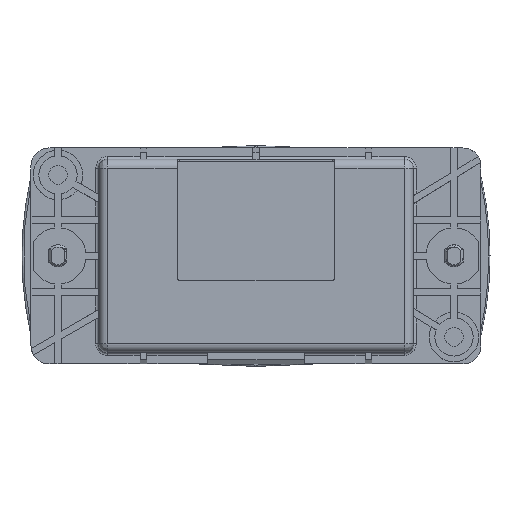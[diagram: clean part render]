
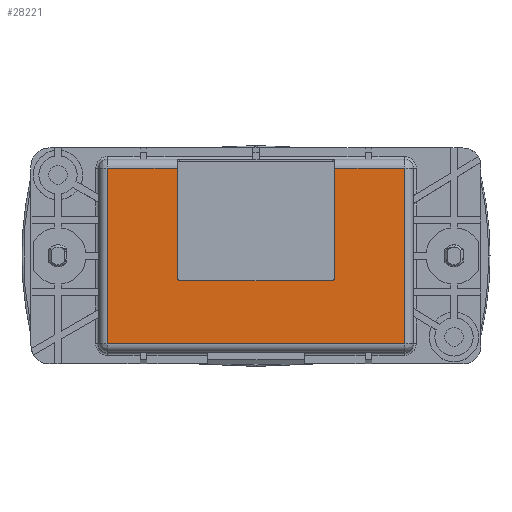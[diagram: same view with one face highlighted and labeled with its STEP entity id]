
A CAD part, top view. The second image highlights one B-rep face of the part: STEP entity #28221.
In plain terms, the highlighted planar face has unit normal (0, 0, 1).
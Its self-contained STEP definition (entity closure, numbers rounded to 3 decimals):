
#333 = DIRECTION ( 'NONE',  ( 0., 1., 0. ) ) ;
#704 = DIRECTION ( 'NONE',  ( 0., -1., 0. ) ) ;
#1598 = CARTESIAN_POINT ( 'NONE',  ( -20.264, 30.216, 20.585 ) ) ;
#2004 = CIRCLE ( 'NONE', #10831, 0.6 ) ;
#2263 = VECTOR ( 'NONE', #29024, 1000. ) ;
#2813 = CARTESIAN_POINT ( 'NONE',  ( -40.264, 5.216, 20.585 ) ) ;
#2846 = VECTOR ( 'NONE', #29927, 1000. ) ;
#3663 = ORIENTED_EDGE ( 'NONE', *, *, #3806, .F. ) ;
#3806 = EDGE_CURVE ( 'NONE', #10067, #19901, #18715, .T. ) ;
#4821 = VERTEX_POINT ( 'NONE', #16206 ) ;
#5377 = DIRECTION ( 'NONE',  ( 1., 0., 0. ) ) ;
#5412 = LINE ( 'NONE', #31390, #32672 ) ;
#6120 = VERTEX_POINT ( 'NONE', #26223 ) ;
#6123 = VERTEX_POINT ( 'NONE', #10854 ) ;
#6294 = ORIENTED_EDGE ( 'NONE', *, *, #23482, .T. ) ;
#6871 = VECTOR ( 'NONE', #5377, 1000. ) ;
#7677 = AXIS2_PLACEMENT_3D ( 'NONE', #23974, #8589, #26539 ) ;
#7817 = CARTESIAN_POINT ( 'NONE',  ( 11.636, 5.816, 20.585 ) ) ;
#7942 = EDGE_CURVE ( 'NONE', #6123, #6120, #27328, .T. ) ;
#8030 = LINE ( 'NONE', #12002, #2846 ) ;
#8508 = CARTESIAN_POINT ( 'NONE',  ( -40.264, 30.216, 20.585 ) ) ;
#8589 = DIRECTION ( 'NONE',  ( 0., 0., -1. ) ) ;
#8875 = EDGE_CURVE ( 'NONE', #4821, #12217, #24103, .T. ) ;
#9027 = EDGE_CURVE ( 'NONE', #12217, #10067, #8030, .T. ) ;
#9447 = ORIENTED_EDGE ( 'NONE', *, *, #7942, .F. ) ;
#9607 = LINE ( 'NONE', #29368, #29266 ) ;
#9854 = EDGE_CURVE ( 'NONE', #31601, #6120, #2004, .T. ) ;
#9957 = EDGE_CURVE ( 'NONE', #24372, #19901, #14036, .T. ) ;
#10067 = VERTEX_POINT ( 'NONE', #20918 ) ;
#10402 = DIRECTION ( 'NONE',  ( 0., 1., 0. ) ) ;
#10826 = PLANE ( 'NONE',  #24479 ) ;
#10831 = AXIS2_PLACEMENT_3D ( 'NONE', #7817, #25765, #10402 ) ;
#10854 = CARTESIAN_POINT ( 'NONE',  ( -22.164, 5.216, 20.585 ) ) ;
#11452 = DIRECTION ( 'NONE',  ( 0., -1., 0. ) ) ;
#11640 = VERTEX_POINT ( 'NONE', #17444 ) ;
#12002 = CARTESIAN_POINT ( 'NONE',  ( -38.264, 32.216, 20.585 ) ) ;
#12004 = DIRECTION ( 'NONE',  ( 1., 0., 0. ) ) ;
#12106 = FACE_OUTER_BOUND ( 'NONE', #22633, .T. ) ;
#12217 = VERTEX_POINT ( 'NONE', #32617 ) ;
#13434 = DIRECTION ( 'NONE',  ( 1., 0., 0. ) ) ;
#14036 = LINE ( 'NONE', #20860, #20865 ) ;
#14040 = LINE ( 'NONE', #1598, #21674 ) ;
#14571 = ORIENTED_EDGE ( 'NONE', *, *, #19960, .T. ) ;
#16206 = CARTESIAN_POINT ( 'NONE',  ( 27.736, -8.784, 20.585 ) ) ;
#16639 = CARTESIAN_POINT ( 'NONE',  ( -40.264, -8.784, 20.585 ) ) ;
#17444 = CARTESIAN_POINT ( 'NONE',  ( 12.236, 30.216, 20.585 ) ) ;
#17496 = ORIENTED_EDGE ( 'NONE', *, *, #9027, .F. ) ;
#18508 = ORIENTED_EDGE ( 'NONE', *, *, #9957, .T. ) ;
#18715 = LINE ( 'NONE', #8508, #2263 ) ;
#19901 = VERTEX_POINT ( 'NONE', #20887 ) ;
#19960 = EDGE_CURVE ( 'NONE', #11640, #31601, #5412, .T. ) ;
#20860 = CARTESIAN_POINT ( 'NONE',  ( -22.764, 32.216, 20.585 ) ) ;
#20865 = VECTOR ( 'NONE', #333, 1000. ) ;
#20887 = CARTESIAN_POINT ( 'NONE',  ( -22.764, 30.216, 20.585 ) ) ;
#20918 = CARTESIAN_POINT ( 'NONE',  ( -38.264, 30.216, 20.585 ) ) ;
#21674 = VECTOR ( 'NONE', #12004, 1000. ) ;
#22027 = ORIENTED_EDGE ( 'NONE', *, *, #29796, .F. ) ;
#22633 = EDGE_LOOP ( 'NONE', ( #29280, #22027, #26281, #14571, #30511, #9447, #6294, #18508, #3663, #17496 ) ) ;
#23482 = EDGE_CURVE ( 'NONE', #6123, #24372, #28723, .T. ) ;
#23607 = CARTESIAN_POINT ( 'NONE',  ( -40.264, 32.216, 20.585 ) ) ;
#23974 = CARTESIAN_POINT ( 'NONE',  ( -22.164, 5.816, 20.585 ) ) ;
#24103 = LINE ( 'NONE', #16639, #30895 ) ;
#24372 = VERTEX_POINT ( 'NONE', #27254 ) ;
#24479 = AXIS2_PLACEMENT_3D ( 'NONE', #23607, #28750, #13434 ) ;
#25489 = CARTESIAN_POINT ( 'NONE',  ( 27.736, 30.216, 20.585 ) ) ;
#25765 = DIRECTION ( 'NONE',  ( 0., 0., -1. ) ) ;
#26223 = CARTESIAN_POINT ( 'NONE',  ( 11.636, 5.216, 20.585 ) ) ;
#26281 = ORIENTED_EDGE ( 'NONE', *, *, #29989, .F. ) ;
#26539 = DIRECTION ( 'NONE',  ( 0., 1., 0. ) ) ;
#27254 = CARTESIAN_POINT ( 'NONE',  ( -22.764, 5.816, 20.585 ) ) ;
#27328 = LINE ( 'NONE', #2813, #6871 ) ;
#28221 = ADVANCED_FACE ( 'NONE', ( #12106 ), #10826, .F. ) ;
#28723 = CIRCLE ( 'NONE', #7677, 0.6 ) ;
#28750 = DIRECTION ( 'NONE',  ( 0., 0., -1. ) ) ;
#29024 = DIRECTION ( 'NONE',  ( 1., 0., 0. ) ) ;
#29266 = VECTOR ( 'NONE', #11452, 1000. ) ;
#29280 = ORIENTED_EDGE ( 'NONE', *, *, #8875, .F. ) ;
#29368 = CARTESIAN_POINT ( 'NONE',  ( 27.736, 32.216, 20.585 ) ) ;
#29724 = CARTESIAN_POINT ( 'NONE',  ( 12.236, 5.816, 20.585 ) ) ;
#29796 = EDGE_CURVE ( 'NONE', #30913, #4821, #9607, .T. ) ;
#29927 = DIRECTION ( 'NONE',  ( 0., 1., 0. ) ) ;
#29989 = EDGE_CURVE ( 'NONE', #11640, #30913, #14040, .T. ) ;
#30511 = ORIENTED_EDGE ( 'NONE', *, *, #9854, .T. ) ;
#30895 = VECTOR ( 'NONE', #31953, 1000. ) ;
#30913 = VERTEX_POINT ( 'NONE', #25489 ) ;
#31390 = CARTESIAN_POINT ( 'NONE',  ( 12.236, 32.216, 20.585 ) ) ;
#31601 = VERTEX_POINT ( 'NONE', #29724 ) ;
#31953 = DIRECTION ( 'NONE',  ( -1., 0., 0. ) ) ;
#32617 = CARTESIAN_POINT ( 'NONE',  ( -38.264, -8.784, 20.585 ) ) ;
#32672 = VECTOR ( 'NONE', #704, 1000. ) ;
